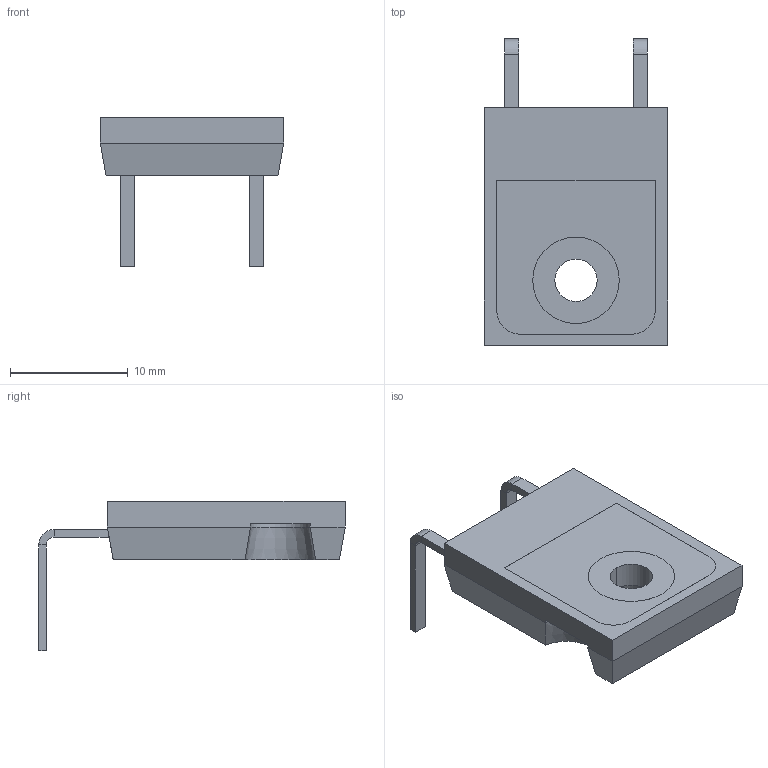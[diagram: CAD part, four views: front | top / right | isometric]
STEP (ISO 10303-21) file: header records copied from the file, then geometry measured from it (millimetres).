
FILE_DESCRIPTION (( 'STEP AP214' ), '1' );
FILE_NAME ('TO-247-2-bent.STEP', '2021-09-29T07:11:10', ( '' ), ( '' ), 'SwSTEP 2.0', 'SolidWorks 2018', '' );
FILE_SCHEMA (( 'AUTOMOTIVE_DESIGN' ));
Length unit declared in the file: millimetre
Products named in the file (1): TO-247-2-bent
Bounding box: 15.58 x 26.02 x 12.73 mm (x, y, z)
Volume: 1423.7 mm3; surface area: 1112 mm2
Topology: 1 solids, 1 shells, 59 faces, 135 edges, 82 vertices
Faces by surface type: plane 42, cylinder 12, cone 5
Entity records: 2210 total; most frequent: CARTESIAN_POINT 289, DIRECTION 283, ORIENTED_EDGE 270, EDGE_CURVE 135, LINE 99, VECTOR 99, AXIS2_PLACEMENT_3D 92, VERTEX_POINT 82
